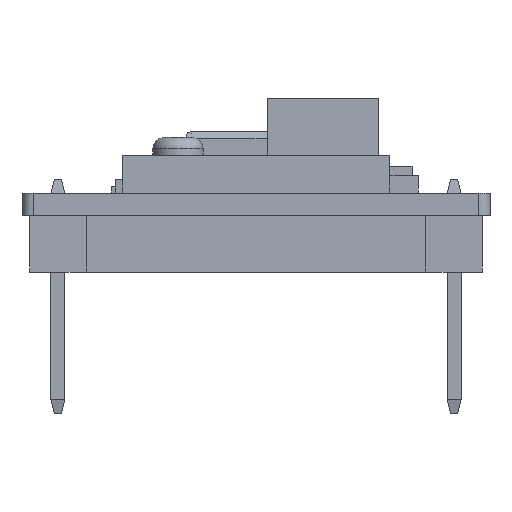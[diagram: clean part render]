
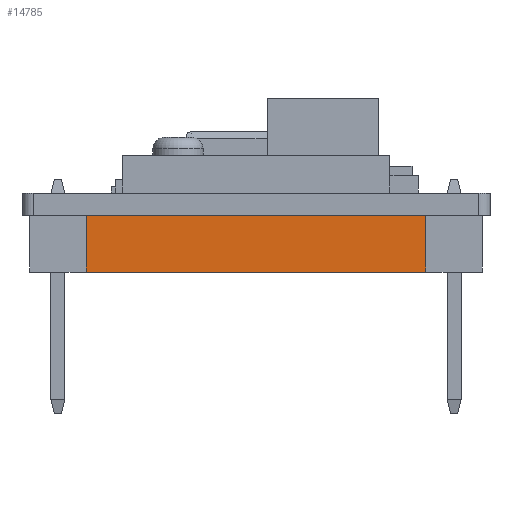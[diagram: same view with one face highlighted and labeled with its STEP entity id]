
A CAD part, front view. The second image highlights one B-rep face of the part: STEP entity #14785.
In plain terms, the highlighted planar face has unit normal (0, -1, 0).
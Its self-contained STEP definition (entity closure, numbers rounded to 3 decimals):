
#11764 = VERTEX_POINT('',#11765);
#11765 = CARTESIAN_POINT('',(7.62,-20.066,0.));
#11771 = EDGE_CURVE('',#11764,#11772,#11774,.T.);
#11772 = VERTEX_POINT('',#11773);
#11773 = CARTESIAN_POINT('',(-7.62,-20.066,0.));
#11774 = LINE('',#11775,#11776);
#11775 = CARTESIAN_POINT('',(7.62,-20.066,0.));
#11776 = VECTOR('',#11777,1.);
#11777 = DIRECTION('',(-1.,0.,0.));
#13239 = VERTEX_POINT('',#13240);
#13240 = CARTESIAN_POINT('',(-7.62,-20.066,2.54));
#13246 = EDGE_CURVE('',#13239,#13247,#13249,.T.);
#13247 = VERTEX_POINT('',#13248);
#13248 = CARTESIAN_POINT('',(7.62,-20.066,2.54));
#13249 = LINE('',#13250,#13251);
#13250 = CARTESIAN_POINT('',(-7.62,-20.066,2.54));
#13251 = VECTOR('',#13252,1.);
#13252 = DIRECTION('',(1.,0.,0.));
#14774 = EDGE_CURVE('',#11772,#13239,#14775,.T.);
#14775 = LINE('',#14776,#14777);
#14776 = CARTESIAN_POINT('',(-7.62,-20.066,0.));
#14777 = VECTOR('',#14778,1.);
#14778 = DIRECTION('',(0.,0.,1.));
#14785 = ADVANCED_FACE('',(#14786),#14797,.T.);
#14786 = FACE_BOUND('',#14787,.T.);
#14787 = EDGE_LOOP('',(#14788,#14789,#14790,#14796));
#14788 = ORIENTED_EDGE('',*,*,#14774,.F.);
#14789 = ORIENTED_EDGE('',*,*,#11771,.F.);
#14790 = ORIENTED_EDGE('',*,*,#14791,.T.);
#14791 = EDGE_CURVE('',#11764,#13247,#14792,.T.);
#14792 = LINE('',#14793,#14794);
#14793 = CARTESIAN_POINT('',(7.62,-20.066,0.));
#14794 = VECTOR('',#14795,1.);
#14795 = DIRECTION('',(0.,0.,1.));
#14796 = ORIENTED_EDGE('',*,*,#13246,.F.);
#14797 = PLANE('',#14798);
#14798 = AXIS2_PLACEMENT_3D('',#14799,#14800,#14801);
#14799 = CARTESIAN_POINT('',(0.,-20.066,1.27));
#14800 = DIRECTION('',(0.,-1.,0.));
#14801 = DIRECTION('',(0.,0.,-1.));
